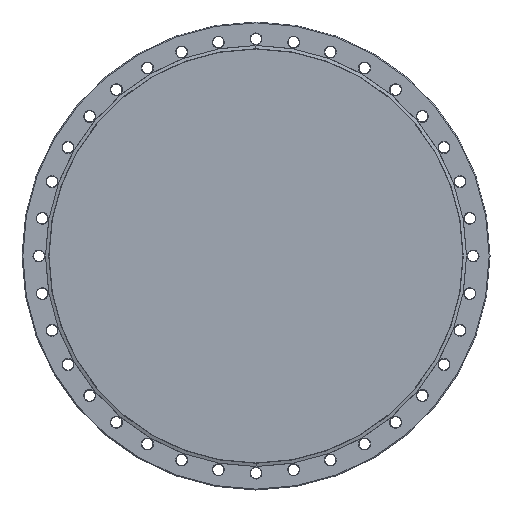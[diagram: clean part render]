
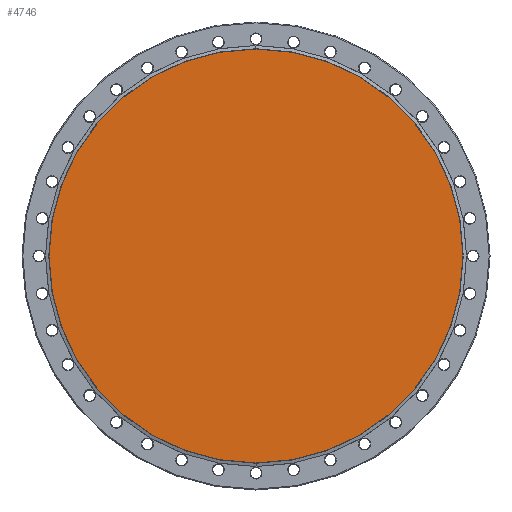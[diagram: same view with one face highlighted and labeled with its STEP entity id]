
A CAD part, left-side view. The second image highlights one B-rep face of the part: STEP entity #4746.
In plain terms, the highlighted planar face has unit normal (-1, 0, 0).
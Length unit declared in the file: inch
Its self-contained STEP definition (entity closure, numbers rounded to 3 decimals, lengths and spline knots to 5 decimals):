
#154 = CARTESIAN_POINT ( 'NONE',  ( 0.08, 0., 0. ) ) ;
#583 = AXIS2_PLACEMENT_3D ( 'NONE', #154, #3409, #2785 ) ;
#688 = DIRECTION ( 'NONE',  ( -1., 0., 0. ) ) ;
#881 = PLANE ( 'NONE',  #4969 ) ;
#900 = ORIENTED_EDGE ( 'NONE', *, *, #1616, .T. ) ;
#1208 = CARTESIAN_POINT ( 'NONE',  ( 0.08, 0., 0. ) ) ;
#1433 = CARTESIAN_POINT ( 'NONE',  ( 0.08, 7.3, 0. ) ) ;
#1616 = EDGE_CURVE ( 'NONE', #2741, #5007, #3627, .T. ) ;
#2122 = CIRCLE ( 'NONE', #583, 7.295 ) ;
#2541 = DIRECTION ( 'NONE',  ( 0., 0., -1. ) ) ;
#2676 = CARTESIAN_POINT ( 'NONE',  ( 0.08, 0., -7.295 ) ) ;
#2741 = VERTEX_POINT ( 'NONE', #5313 ) ;
#2785 = DIRECTION ( 'NONE',  ( 0., 0., -1. ) ) ;
#2797 = DIRECTION ( 'NONE',  ( 0., 0., -1. ) ) ;
#3409 = DIRECTION ( 'NONE',  ( -1., 0., 0. ) ) ;
#3627 = CIRCLE ( 'NONE', #6271, 7.295 ) ;
#4675 = DIRECTION ( 'NONE',  ( 1., 0., 0. ) ) ;
#4746 = ADVANCED_FACE ( 'NONE', ( #5085 ), #881, .F. ) ;
#4969 = AXIS2_PLACEMENT_3D ( 'NONE', #1433, #4675, #2541 ) ;
#5007 = VERTEX_POINT ( 'NONE', #2676 ) ;
#5085 = FACE_OUTER_BOUND ( 'NONE', #6134, .T. ) ;
#5130 = ORIENTED_EDGE ( 'NONE', *, *, #6295, .T. ) ;
#5313 = CARTESIAN_POINT ( 'NONE',  ( 0.08, 0., 7.295 ) ) ;
#6134 = EDGE_LOOP ( 'NONE', ( #5130, #900 ) ) ;
#6271 = AXIS2_PLACEMENT_3D ( 'NONE', #1208, #688, #2797 ) ;
#6295 = EDGE_CURVE ( 'NONE', #5007, #2741, #2122, .T. ) ;
